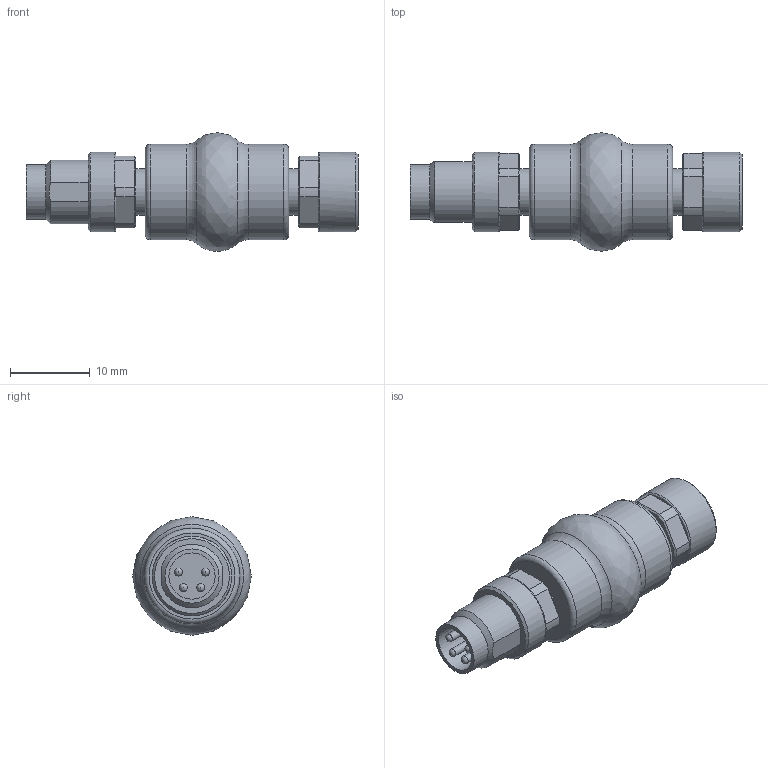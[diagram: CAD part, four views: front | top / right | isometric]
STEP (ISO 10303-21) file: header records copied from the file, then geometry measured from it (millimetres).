
FILE_DESCRIPTION(/* description */ (''),/* implementation_level */ '2;1');
FILE_NAME(/* name */ 'VK000038.stp',/* time_stamp */ '2016-10-11T15:09:22+02:00',/* author */ ('mitarbeiter'),/* organization */ (''),/* preprocessor_version */ 'ST-DEVELOPER v15.2',/* originating_system */ 'Autodesk Inventor 2014',/* authorisation */ '');
FILE_SCHEMA (('AUTOMOTIVE_DESIGN { 1 0 10303 214 3 1 1 }'));
Length unit declared in the file: millimetre
Products named in the file (1): VK000038
Bounding box: 41.7 x 14.9 x 14.89 mm (x, y, z)
Volume: 3478.9 mm3; surface area: 2199.3 mm2
Topology: 1 solids, 1 shells, 114 faces, 268 edges, 171 vertices
Faces by surface type: plane 55, cylinder 31, cone 17, torus 6, bspline 5
Full cylindrical faces by diameter (mm): 1 x4, 1.2 x3, 5.7 x1, 5.8 x3, 6.8 x1, 7 x1, 10 x2, 12 x2
Entity records: 3192 total; most frequent: CARTESIAN_POINT 768, DIRECTION 502, ORIENTED_EDGE 458, EDGE_CURVE 229, AXIS2_PLACEMENT_3D 218, VERTEX_POINT 160, EDGE_LOOP 157, FACE_OUTER_BOUND 114
